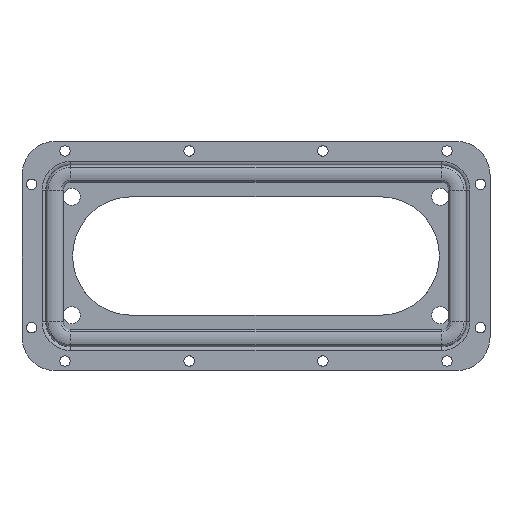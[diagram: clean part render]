
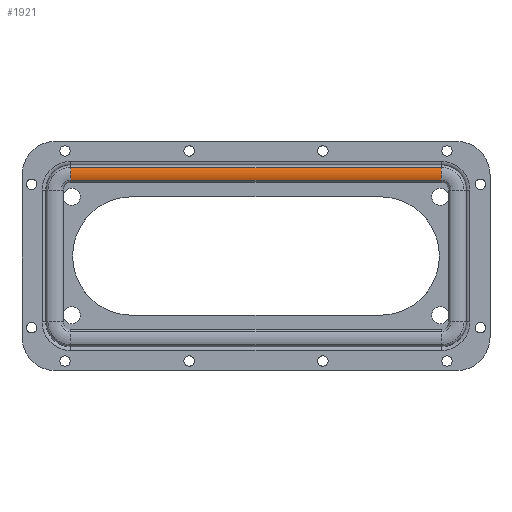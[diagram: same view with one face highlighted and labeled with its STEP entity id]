
A CAD part, top view. The second image highlights one B-rep face of the part: STEP entity #1921.
In plain terms, the highlighted cylindrical face has radius 8.5 mm (diameter 17 mm), a partial arc.
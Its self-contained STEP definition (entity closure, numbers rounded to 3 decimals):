
#303 = CARTESIAN_POINT ( 'NONE',  ( -97., 43., -4. ) ) ;
#327 = ORIENTED_EDGE ( 'NONE', *, *, #3000, .F. ) ;
#522 = CARTESIAN_POINT ( 'NONE',  ( -97., 46.269, 3.846 ) ) ;
#843 = CIRCLE ( 'NONE', #1484, 8.5 ) ;
#1021 = ORIENTED_EDGE ( 'NONE', *, *, #3164, .T. ) ;
#1083 = ORIENTED_EDGE ( 'NONE', *, *, #3590, .T. ) ;
#1207 = VERTEX_POINT ( 'NONE', #3286 ) ;
#1310 = EDGE_CURVE ( 'NONE', #3705, #3494, #3987, .T. ) ;
#1322 = DIRECTION ( 'NONE',  ( -1., 0., 0. ) ) ;
#1352 = DIRECTION ( 'NONE',  ( -1., 0., 0. ) ) ;
#1484 = AXIS2_PLACEMENT_3D ( 'NONE', #2638, #4019, #3999 ) ;
#1653 = VERTEX_POINT ( 'NONE', #522 ) ;
#1819 = LINE ( 'NONE', #3169, #2326 ) ;
#1921 = ADVANCED_FACE ( 'NONE', ( #3026 ), #3048, .T. ) ;
#2273 = DIRECTION ( 'NONE',  ( 0., -1., 0. ) ) ;
#2326 = VECTOR ( 'NONE', #4267, 1000. ) ;
#2489 = EDGE_LOOP ( 'NONE', ( #1083, #1021, #327, #3159 ) ) ;
#2613 = AXIS2_PLACEMENT_3D ( 'NONE', #303, #3640, #3982 ) ;
#2638 = CARTESIAN_POINT ( 'NONE',  ( 97., 43., -4. ) ) ;
#2823 = CIRCLE ( 'NONE', #2613, 8.5 ) ;
#2960 = AXIS2_PLACEMENT_3D ( 'NONE', #3006, #1352, #2273 ) ;
#3000 = EDGE_CURVE ( 'NONE', #3494, #1653, #2823, .T. ) ;
#3006 = CARTESIAN_POINT ( 'NONE',  ( 97., 43., -4. ) ) ;
#3026 = FACE_OUTER_BOUND ( 'NONE', #2489, .T. ) ;
#3048 = CYLINDRICAL_SURFACE ( 'NONE', #2960, 8.5 ) ;
#3127 = CARTESIAN_POINT ( 'NONE',  ( 97., 39.731, 3.846 ) ) ;
#3159 = ORIENTED_EDGE ( 'NONE', *, *, #1310, .F. ) ;
#3164 = EDGE_CURVE ( 'NONE', #1207, #1653, #1819, .T. ) ;
#3169 = CARTESIAN_POINT ( 'NONE',  ( 97., 46.269, 3.846 ) ) ;
#3286 = CARTESIAN_POINT ( 'NONE',  ( 97., 46.269, 3.846 ) ) ;
#3455 = CARTESIAN_POINT ( 'NONE',  ( -97., 39.731, 3.846 ) ) ;
#3494 = VERTEX_POINT ( 'NONE', #3455 ) ;
#3590 = EDGE_CURVE ( 'NONE', #3705, #1207, #843, .T. ) ;
#3634 = VECTOR ( 'NONE', #1322, 1000. ) ;
#3640 = DIRECTION ( 'NONE',  ( -1., 0., 0. ) ) ;
#3705 = VERTEX_POINT ( 'NONE', #3127 ) ;
#3982 = DIRECTION ( 'NONE',  ( 0., 0., 1. ) ) ;
#3987 = LINE ( 'NONE', #4077, #3634 ) ;
#3999 = DIRECTION ( 'NONE',  ( 0., 0., 1. ) ) ;
#4019 = DIRECTION ( 'NONE',  ( -1., 0., 0. ) ) ;
#4077 = CARTESIAN_POINT ( 'NONE',  ( 97., 39.731, 3.846 ) ) ;
#4267 = DIRECTION ( 'NONE',  ( -1., 0., 0. ) ) ;
